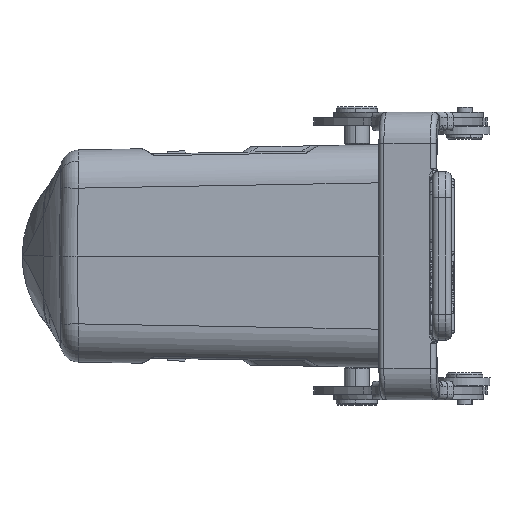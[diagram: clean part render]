
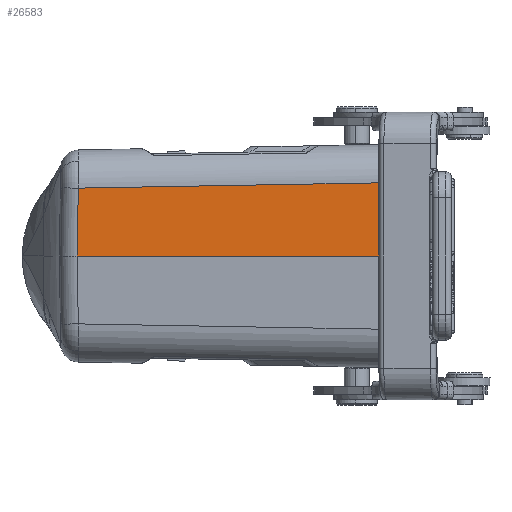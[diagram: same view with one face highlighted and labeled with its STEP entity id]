
A CAD part, left-side view. The second image highlights one B-rep face of the part: STEP entity #26583.
In plain terms, the highlighted planar face has unit normal (-1, 0.018, 0.017).
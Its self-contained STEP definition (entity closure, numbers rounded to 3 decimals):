
#691=DIRECTION('',(0.017,-0.017,1.));
#692=VECTOR('',#691,13.102);
#693=CARTESIAN_POINT('',(-45.712,129.462,
0.));
#694=LINE('',#693,#692);
#695=DIRECTION('',(-0.017,-1.,0.017));
#696=VECTOR('',#695,58.642);
#697=CARTESIAN_POINT('',(-45.487,129.233,13.098));
#698=LINE('',#697,#696);
#699=DIRECTION('',(-0.017,-1.,0.));
#700=VECTOR('',#699,58.862);
#701=CARTESIAN_POINT('',(-45.712,129.462,
0.));
#702=LINE('',#701,#700);
#20951=DIRECTION('',(0.017,0.,1.));
#20952=VECTOR('',#20951,14.124);
#20953=CARTESIAN_POINT('',(-46.739,70.609,
0.));
#20954=LINE('',#20953,#20952);
#21658=CARTESIAN_POINT('',(-46.739,70.609,
0.));
#21659=VERTEX_POINT('',#21658);
#21660=CARTESIAN_POINT('',(-45.712,129.462,
0.));
#21661=VERTEX_POINT('',#21660);
#21662=CARTESIAN_POINT('',(-45.487,129.233,
13.098));
#21663=VERTEX_POINT('',#21662);
#21664=CARTESIAN_POINT('',(-46.493,70.609,
14.121));
#21665=VERTEX_POINT('',#21664);
#26569=CARTESIAN_POINT('',(-46.333,70.,23.912));
#26570=DIRECTION('',(-1.,0.017,0.017));
#26571=DIRECTION('',(-0.017,0.,-1.));
#26572=AXIS2_PLACEMENT_3D('',#26569,#26570,#26571);
#26573=PLANE('',#26572);
#26575=ORIENTED_EDGE('',*,*,#26574,.F.);
#26577=ORIENTED_EDGE('',*,*,#26576,.T.);
#26578=ORIENTED_EDGE('',*,*,#26549,.T.);
#26580=ORIENTED_EDGE('',*,*,#26579,.F.);
#26581=EDGE_LOOP('',(#26575,#26577,#26578,#26580));
#26582=FACE_OUTER_BOUND('',#26581,.F.);
#26583=ADVANCED_FACE('',(#26582),#26573,.T.);
#26549=EDGE_CURVE('',#21663,#21665,#698,.T.);
#26574=EDGE_CURVE('',#21661,#21659,#702,.T.);
#26576=EDGE_CURVE('',#21661,#21663,#694,.T.);
#26579=EDGE_CURVE('',#21659,#21665,#20954,.T.);
